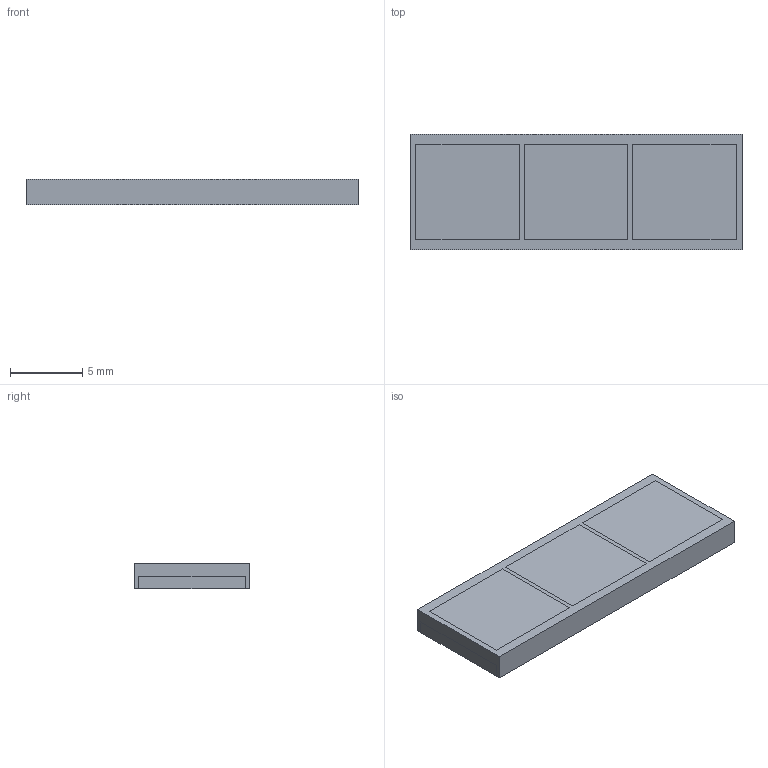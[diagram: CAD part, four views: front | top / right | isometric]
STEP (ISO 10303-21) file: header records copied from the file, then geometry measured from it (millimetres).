
FILE_DESCRIPTION(('FreeCAD Model'),'2;1');
FILE_NAME('Open CASCADE Shape Model','2023-10-02T10:01:58',('Author'),( ''),'Open CASCADE STEP processor 7.6','FreeCAD','Unknown');
FILE_SCHEMA(('AUTOMOTIVE_DESIGN { 1 0 10303 214 1 1 1 1 }'));
Length unit declared in the file: millimetre
Products named in the file (5): Unnamed; difference; Group001; cube009; cube010
Assembly tree (4 placements, depth 2):
  Unnamed
    difference
    Group001
    cube009
    cube010
Bounding box: 23 x 8 x 1.8 mm (x, y, z)
Surface area: 1077.5 mm2
Topology: 6 solids, 6 shells, 59 faces, 144 edges, 96 vertices
Faces by surface type: plane 59
Entity records: 1883 total; most frequent: CARTESIAN_POINT 304, ORIENTED_EDGE 288, DIRECTION 272, EDGE_CURVE 144, LINE 144, VECTOR 144, VERTEX_POINT 96, AXIS2_PLACEMENT_3D 64
